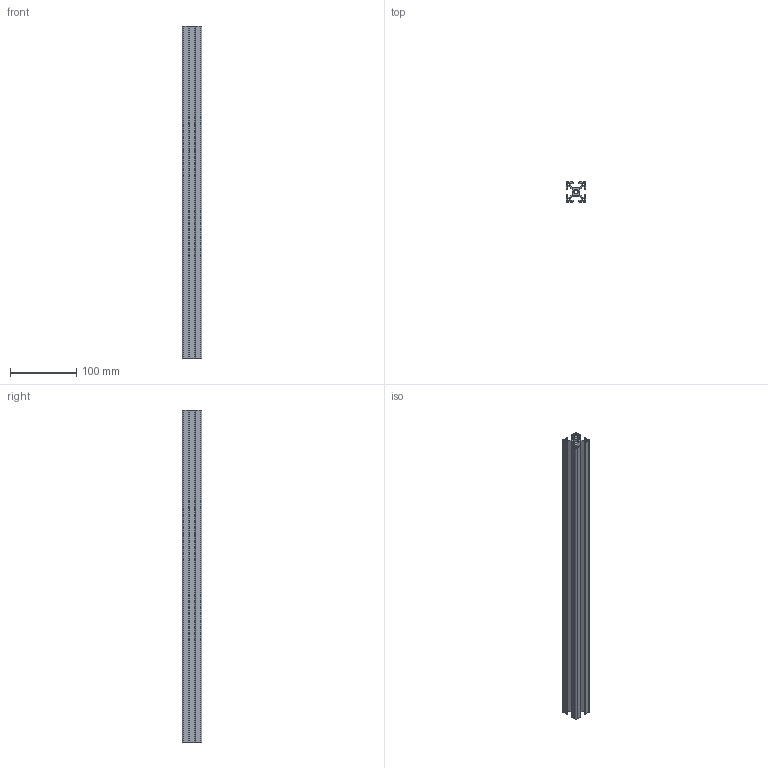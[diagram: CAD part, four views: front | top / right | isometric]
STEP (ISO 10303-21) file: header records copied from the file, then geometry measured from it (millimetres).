
FILE_DESCRIPTION (( 'STEP AP203' ), '1' );
FILE_NAME ('JL-8-3030EA.STEP', '2021-10-26T09:52:54', ( '微软用户' ), ( '微软中国' ), 'SwSTEP 2.0', 'SolidWorks 2015', '' );
FILE_SCHEMA (( 'CONFIG_CONTROL_DESIGN' ));
Length unit declared in the file: millimetre
Products named in the file (1): JL-8-3030EA
Bounding box: 30 x 30 x 500 mm (x, y, z)
Volume: 157883.3 mm3; surface area: 154514.5 mm2
Topology: 1 solids, 1 shells, 390 faces, 1140 edges, 760 vertices
Faces by surface type: plane 240, cylinder 78, bspline 72
Entity records: 15417 total; most frequent: CARTESIAN_POINT 5315, ORIENTED_EDGE 2280, DIRECTION 1790, EDGE_CURVE 1140, VECTOR 840, LINE 840, VERTEX_POINT 760, AXIS2_PLACEMENT_3D 475
